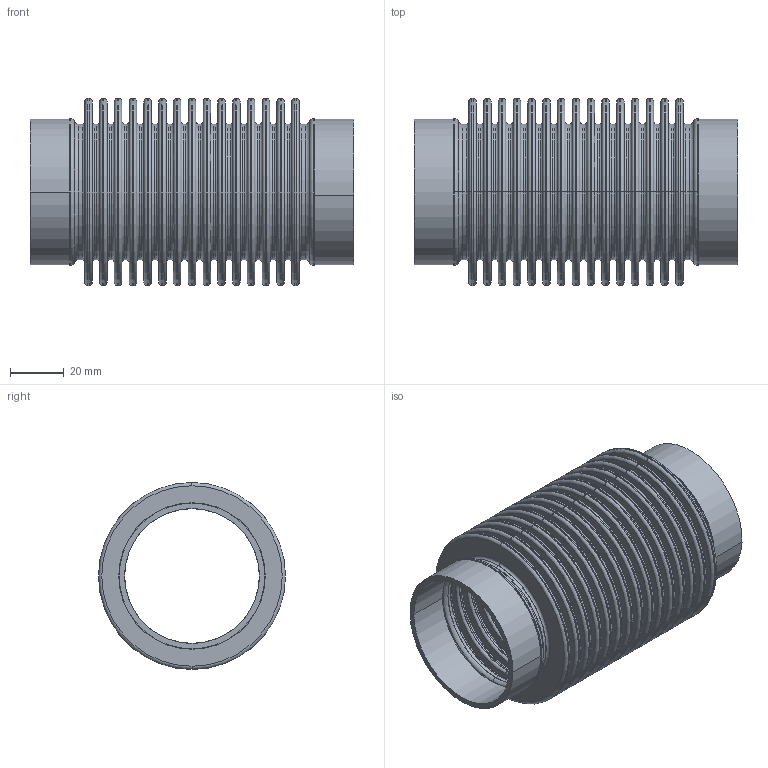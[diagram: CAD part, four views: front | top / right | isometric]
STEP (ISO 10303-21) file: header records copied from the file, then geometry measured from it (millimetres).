
FILE_DESCRIPTION (( 'STEP AP214' ), '1' );
FILE_NAME ('170SFA050-120.stp', '2017-06-07T12:33:37', ( '' ), ( '' ), 'SwSTEP 2.0', 'SolidWorks 2015', '' );
FILE_SCHEMA (( 'AUTOMOTIVE_DESIGN' ));
Length unit declared in the file: millimetre
Products named in the file (1): 170SFA050-120
Bounding box: 120 x 69.3 x 69.3 mm (x, y, z)
Volume: 19619.2 mm3; surface area: 141721.7 mm2
Topology: 1 solids, 1 shells, 462 faces, 924 edges, 528 vertices
Faces by surface type: torus 256, cylinder 140, plane 66
Entity records: 17260 total; most frequent: DIRECTION 2634, CARTESIAN_POINT 1915, ORIENTED_EDGE 1848, AXIS2_PLACEMENT_3D 1247, EDGE_CURVE 924, CIRCLE 784, EDGE_LOOP 528, VERTEX_POINT 528
